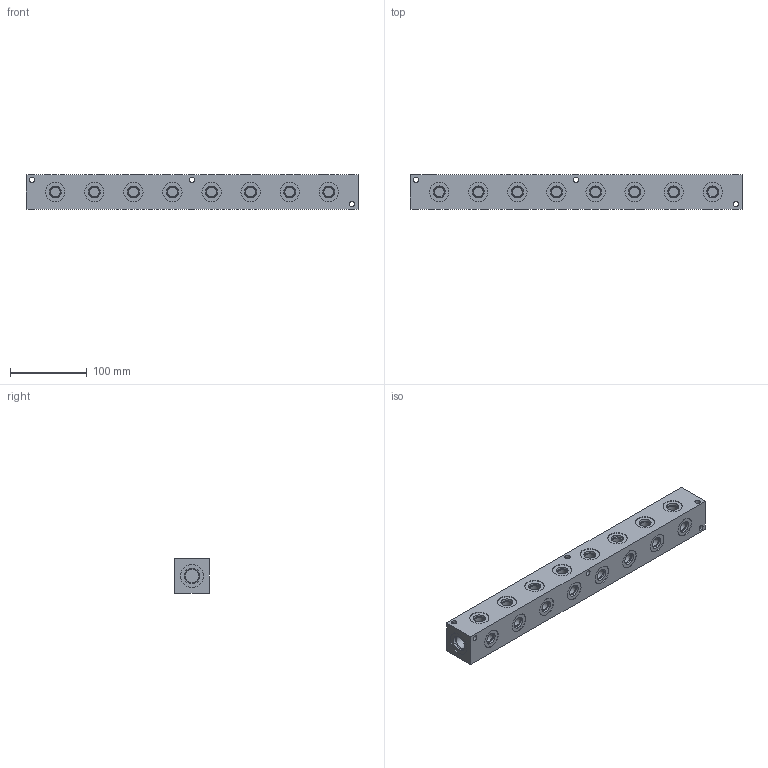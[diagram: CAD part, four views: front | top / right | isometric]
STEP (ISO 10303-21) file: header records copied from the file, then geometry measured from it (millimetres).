
FILE_DESCRIPTION( ( 'STEP AP214' ), ' ' );
FILE_NAME( 'AH0900806S.stp', '2018-07-02T15:39:35', ( '' ), ( '' ), ' ', 'PARTsolutions', ' ' );
FILE_SCHEMA( ( 'AUTOMOTIVE_DESIGN { 1 0 10303 214 1 1 1 1 }' ) );
Length unit declared in the file: inch
Products named in the file (1): _AH0900806S
Bounding box: 431.8 x 44.45 x 44.45 mm (x, y, z)
Volume: 793267.7 mm3; surface area: 98099.5 mm2
Topology: 1 solids, 1 shells, 234 faces, 560 edges, 350 vertices
Faces by surface type: plane 116, cylinder 82, cone 36
Full cylindrical faces by diameter (mm): 7.112 x12, 12.761 x16, 17.33 x2, 25.019 x16, 30.251 x2
Entity records: 8144 total; most frequent: DIRECTION 1138, CARTESIAN_POINT 1029, ORIENTED_EDGE 920, EDGE_CURVE 460, AXIS2_PLACEMENT_3D 443, EDGE_LOOP 374, VERTEX_POINT 334, FACE_OUTER_BOUND 282
